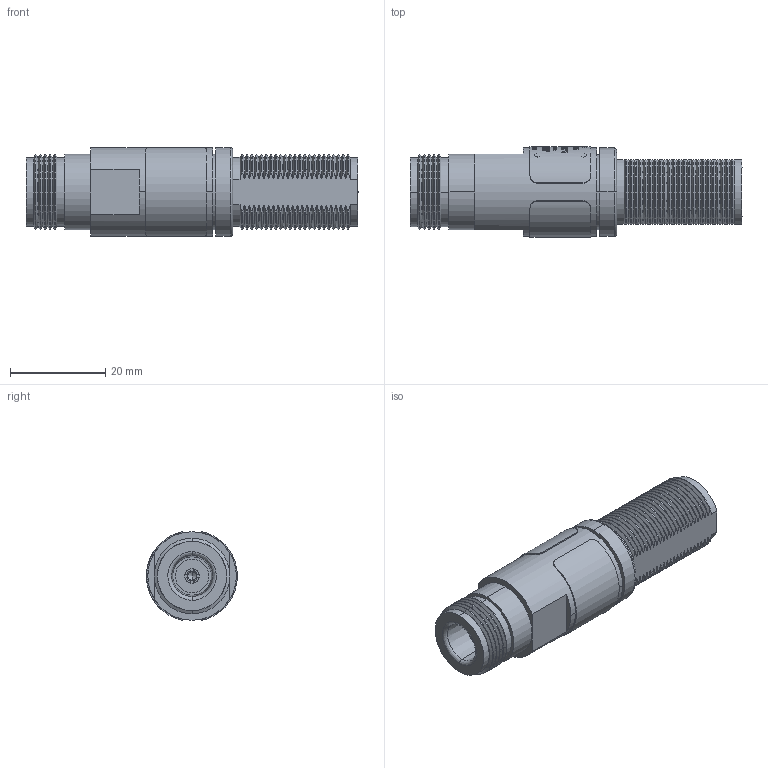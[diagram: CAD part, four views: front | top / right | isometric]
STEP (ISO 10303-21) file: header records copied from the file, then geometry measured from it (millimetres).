
FILE_DESCRIPTION (( 'STEP AP214' ), '1' );
FILE_NAME ('AL-LSXM.STEP', '2019-07-30T15:25:19', ( '' ), ( '' ), 'SwSTEP 2.0', 'SolidWorks 2019', '' );
FILE_SCHEMA (( 'AUTOMOTIVE_DESIGN' ));
Length unit declared in the file: inch
Products named in the file (12): 4052-0010.STEP; 2811-0011.STEP; 2811-0002.STEP; 2801-9000.STEP; 7020-2605.STEP; 2003-1052^AL-LSXM.STEP; AL-LSXM.STEP; 5800-0096.STEP; 5800-0095.STEP; 7040-0065.STEP; AL-LSXM; 2801-9010.STEP
Assembly tree (11 placements, depth 3):
  AL-LSXM
    AL-LSXM.STEP
      2003-1052^AL-LSXM.STEP
      2801-9000.STEP
      2801-9010.STEP
      2811-0011.STEP
      2811-0002.STEP
      5800-0096.STEP
      5800-0095.STEP
      4052-0010.STEP
      7040-0065.STEP
      7020-2605.STEP
Bounding box: 69.63 x 19.08 x 18.67 mm (x, y, z)
Volume: 10665.1 mm3; surface area: 11821.8 mm2
Topology: 9 solids, 13 shells, 1914 faces, 5093 edges, 3333 vertices
Faces by surface type: bspline 634, plane 555, cylinder 444, cone 281
Entity records: 99793 total; most frequent: CARTESIAN_POINT 59307, ORIENTED_EDGE 10168, EDGE_CURVE 5087, DIRECTION 5064, B_SPLINE_CURVE_WITH_KNOTS 3470, VERTEX_POINT 3333, AXIS2_PLACEMENT_3D 2184, EDGE_LOOP 2061
